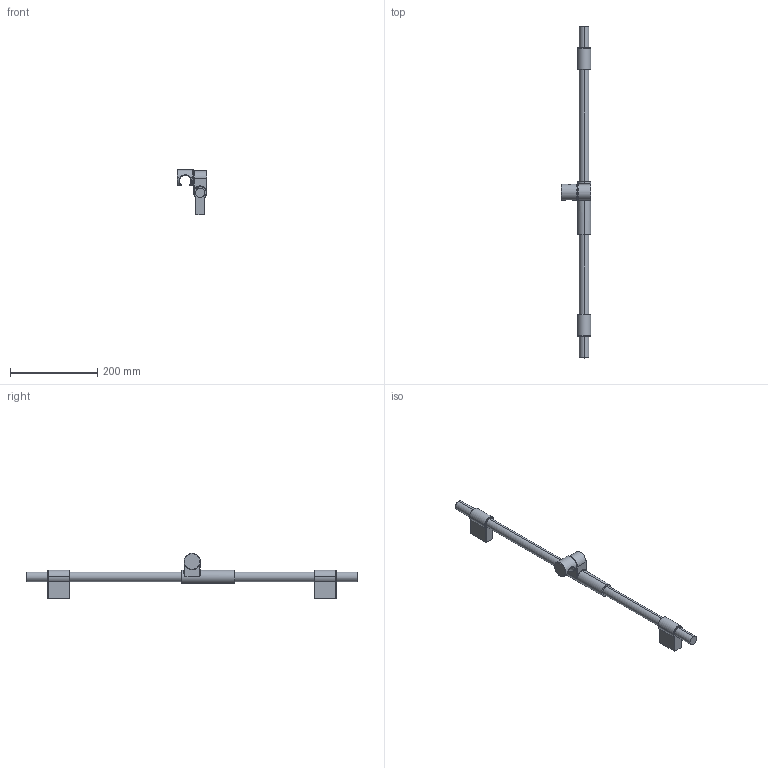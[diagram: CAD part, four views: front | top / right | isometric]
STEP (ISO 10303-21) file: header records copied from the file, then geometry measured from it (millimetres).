
FILE_DESCRIPTION (( 'STEP AP203' ), '1' );
FILE_NAME ('253407(2017)+04780200.STEP', '2019-06-12T11:39:46', ( '' ), ( '' ), 'SwSTEP 2.0', 'SolidWorks 2016', '' );
FILE_SCHEMA (( 'CONFIG_CONTROL_DESIGN' ));
Length unit declared in the file: millimetre
Products named in the file (1): 253407(2017)+04780200
Bounding box: 67.4 x 760 x 103.39 mm (x, y, z)
Volume: 501119.1 mm3; surface area: 81003.8 mm2
Topology: 1 solids, 1 shells, 83 faces, 191 edges, 113 vertices
Faces by surface type: cylinder 35, torus 21, plane 21, bspline 6
Entity records: 3561 total; most frequent: CARTESIAN_POINT 1617, DIRECTION 421, ORIENTED_EDGE 374, EDGE_CURVE 187, AXIS2_PLACEMENT_3D 180, VERTEX_POINT 113, CIRCLE 102, EDGE_LOOP 90
